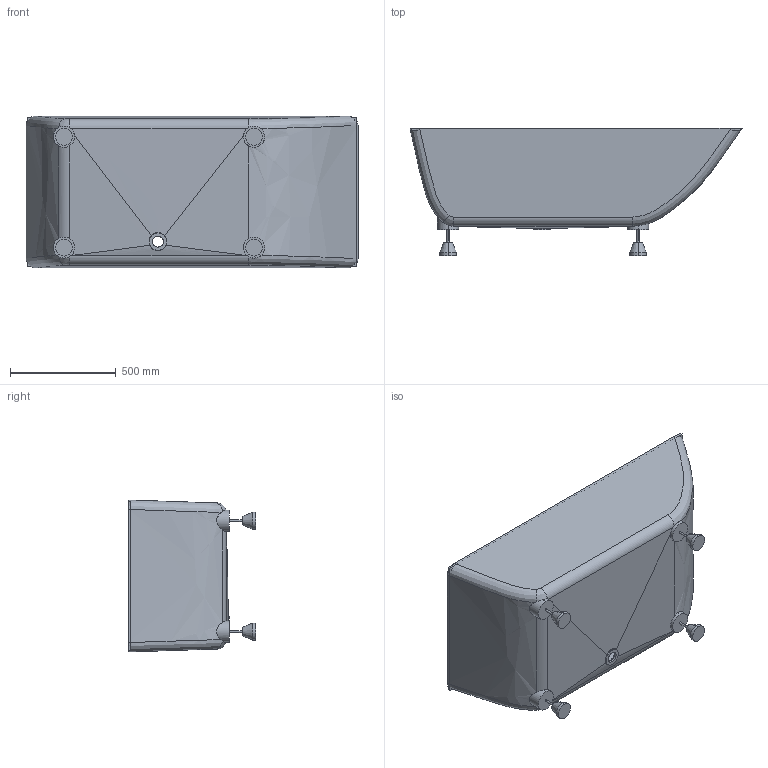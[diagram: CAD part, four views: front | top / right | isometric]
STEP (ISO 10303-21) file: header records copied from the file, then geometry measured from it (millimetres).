
FILE_DESCRIPTION (( 'STEP AP214' ), '1' );
FILE_NAME ('CU-2.STEP', '2018-04-13T11:38:36', ( 'Admin' ), ( '' ), 'SwSTEP 2.0', 'SolidWorks 2017', '' );
FILE_SCHEMA (( 'AUTOMOTIVE_DESIGN' ));
Length unit declared in the file: millimetre
Products named in the file (1): CU-2
Bounding box: 1572.83 x 605 x 720.02 mm (x, y, z)
Volume: 40392011 mm3; surface area: 5480564 mm2
Topology: 2 solids, 2 shells, 102 faces, 255 edges, 165 vertices
Faces by surface type: cylinder 34, bspline 32, plane 28, cone 8
Entity records: 12865 total; most frequent: CARTESIAN_POINT 10660, ORIENTED_EDGE 510, DIRECTION 343, EDGE_CURVE 255, VERTEX_POINT 165, AXIS2_PLACEMENT_3D 131, EDGE_LOOP 114, B_SPLINE_CURVE_WITH_KNOTS 108
